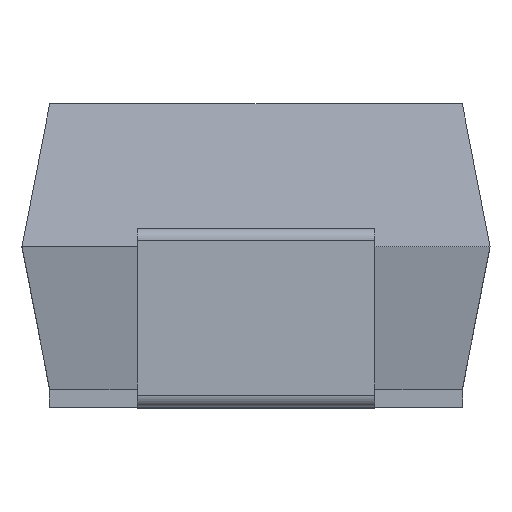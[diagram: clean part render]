
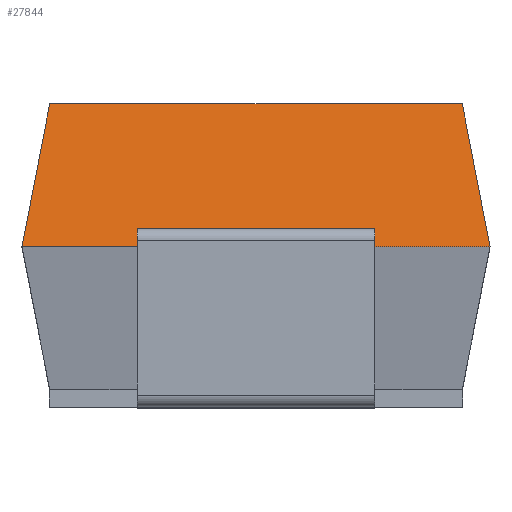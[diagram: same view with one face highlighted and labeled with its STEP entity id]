
A CAD part, top view. The second image highlights one B-rep face of the part: STEP entity #27844.
In plain terms, the highlighted planar face has unit normal (0, 0.191, 0.982).
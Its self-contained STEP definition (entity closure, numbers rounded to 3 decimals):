
#695 = DIRECTION ( 'NONE',  ( 0.187, -0.964, 0.187 ) ) ;
#3155 = AXIS2_PLACEMENT_3D ( 'NONE', #17459, #17556, #20327 ) ;
#4144 = EDGE_CURVE ( 'NONE', #24889, #18435, #14458, .T. ) ;
#4890 = EDGE_LOOP ( 'NONE', ( #14292, #8291, #21730, #30109 ) ) ;
#4914 = DIRECTION ( 'NONE',  ( 1., 0., 0. ) ) ;
#4928 = PLANE ( 'NONE',  #3155 ) ;
#5352 = CARTESIAN_POINT ( 'NONE',  ( 1.968, 0., 2.349 ) ) ;
#6541 = CARTESIAN_POINT ( 'NONE',  ( -1.968, 0., 2.349 ) ) ;
#7761 = DIRECTION ( 'NONE',  ( -0.187, -0.964, 0.187 ) ) ;
#8291 = ORIENTED_EDGE ( 'NONE', *, *, #24687, .F. ) ;
#9226 = VERTEX_POINT ( 'NONE', #5352 ) ;
#9489 = VERTEX_POINT ( 'NONE', #6541 ) ;
#10955 = LINE ( 'NONE', #11305, #26801 ) ;
#11305 = CARTESIAN_POINT ( 'NONE',  ( 1.968, 0., 2.349 ) ) ;
#12539 = CARTESIAN_POINT ( 'NONE',  ( -1.968, 0., 2.349 ) ) ;
#12674 = CARTESIAN_POINT ( 'NONE',  ( -1.968, 0., 2.349 ) ) ;
#12993 = VECTOR ( 'NONE', #17481, 1000. ) ;
#13995 = EDGE_CURVE ( 'NONE', #24889, #9489, #28390, .T. ) ;
#14292 = ORIENTED_EDGE ( 'NONE', *, *, #24363, .T. ) ;
#14458 = LINE ( 'NONE', #14542, #21996 ) ;
#14542 = CARTESIAN_POINT ( 'NONE',  ( 0., 1.2, 2.116 ) ) ;
#17459 = CARTESIAN_POINT ( 'NONE',  ( -1.968, 0., 2.349 ) ) ;
#17481 = DIRECTION ( 'NONE',  ( 1., 0., 0. ) ) ;
#17556 = DIRECTION ( 'NONE',  ( 0., 0.191, 0.982 ) ) ;
#18435 = VERTEX_POINT ( 'NONE', #26873 ) ;
#18514 = VECTOR ( 'NONE', #7761, 1000. ) ;
#20327 = DIRECTION ( 'NONE',  ( 0., -0.982, 0.191 ) ) ;
#21730 = ORIENTED_EDGE ( 'NONE', *, *, #4144, .F. ) ;
#21976 = CARTESIAN_POINT ( 'NONE',  ( -1.735, 1.2, 2.116 ) ) ;
#21996 = VECTOR ( 'NONE', #4914, 1000. ) ;
#24363 = EDGE_CURVE ( 'NONE', #9489, #9226, #30490, .T. ) ;
#24687 = EDGE_CURVE ( 'NONE', #18435, #9226, #10955, .T. ) ;
#24889 = VERTEX_POINT ( 'NONE', #21976 ) ;
#25074 = FACE_OUTER_BOUND ( 'NONE', #4890, .T. ) ;
#26801 = VECTOR ( 'NONE', #695, 1000. ) ;
#26873 = CARTESIAN_POINT ( 'NONE',  ( 1.735, 1.2, 2.116 ) ) ;
#27844 = ADVANCED_FACE ( 'NONE', ( #25074 ), #4928, .T. ) ;
#28390 = LINE ( 'NONE', #12674, #18514 ) ;
#30109 = ORIENTED_EDGE ( 'NONE', *, *, #13995, .T. ) ;
#30490 = LINE ( 'NONE', #12539, #12993 ) ;
